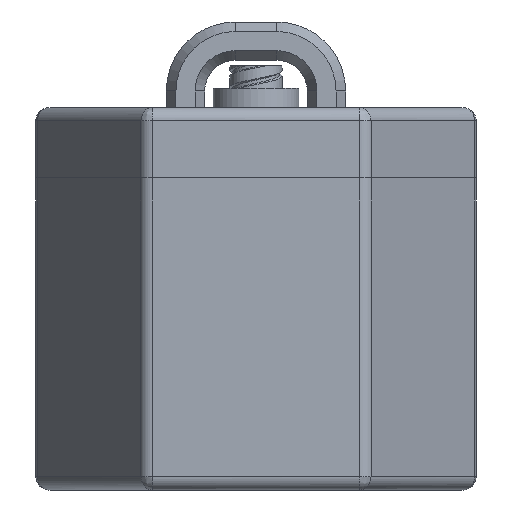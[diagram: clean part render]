
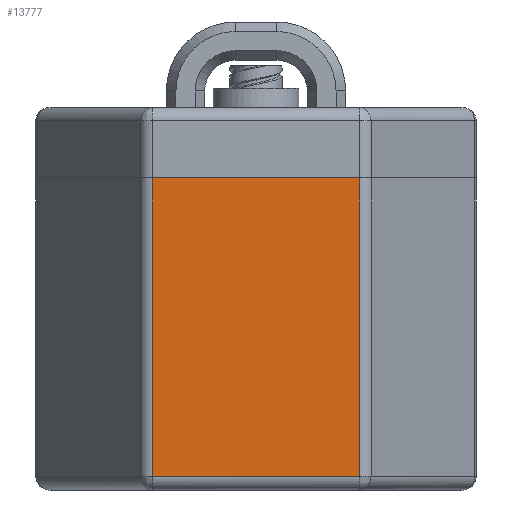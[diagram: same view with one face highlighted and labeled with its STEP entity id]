
A CAD part, left-side view. The second image highlights one B-rep face of the part: STEP entity #13777.
In plain terms, the highlighted free-form (B-spline) face has degree [1, 1] with [2, 2] control points.
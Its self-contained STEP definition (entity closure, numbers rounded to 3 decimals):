
#13256 = VERTEX_POINT('',#13257);
#13257 = CARTESIAN_POINT('',(-42.459,-88.882,
    -3.102));
#13323 = VERTEX_POINT('',#13324);
#13324 = CARTESIAN_POINT('',(-42.459,-43.235,
    -3.102));
#13330 = EDGE_CURVE('',#13323,#13256,#13331,.T.);
#13331 = B_SPLINE_CURVE_WITH_KNOTS('',1,(#13332,#13333),.UNSPECIFIED.,
  .F.,.F.,(2,2),(1.155,32.332),
  .PIECEWISE_BEZIER_KNOTS.);
#13332 = CARTESIAN_POINT('',(-42.459,-43.235,
    -3.102));
#13333 = CARTESIAN_POINT('',(-42.459,-88.882,
    -3.102));
#13618 = VERTEX_POINT('',#13619);
#13619 = CARTESIAN_POINT('',(-42.459,-88.882,
    -68.987));
#13625 = EDGE_CURVE('',#13618,#13626,#13628,.T.);
#13626 = VERTEX_POINT('',#13627);
#13627 = CARTESIAN_POINT('',(-42.459,-43.235,
    -68.987));
#13628 = B_SPLINE_CURVE_WITH_KNOTS('',1,(#13629,#13630),.UNSPECIFIED.,
  .F.,.F.,(2,2),(-21.867,9.31),
  .PIECEWISE_BEZIER_KNOTS.);
#13629 = CARTESIAN_POINT('',(-42.459,-88.882,
    -68.987));
#13630 = CARTESIAN_POINT('',(-42.459,-43.235,
    -68.987));
#13764 = EDGE_CURVE('',#13626,#13323,#13765,.T.);
#13765 = B_SPLINE_CURVE_WITH_KNOTS('',1,(#13766,#13767),.UNSPECIFIED.,
  .F.,.F.,(2,2),(-1.,44.),.PIECEWISE_BEZIER_KNOTS.);
#13766 = CARTESIAN_POINT('',(-42.459,-43.235,
    -68.987));
#13767 = CARTESIAN_POINT('',(-42.459,-43.235,
    -3.102));
#13777 = ADVANCED_FACE('',(#13778),#13788,.T.);
#13778 = FACE_BOUND('',#13779,.T.);
#13779 = EDGE_LOOP('',(#13780,#13781,#13786,#13787));
#13780 = ORIENTED_EDGE('',*,*,#13625,.F.);
#13781 = ORIENTED_EDGE('',*,*,#13782,.F.);
#13782 = EDGE_CURVE('',#13256,#13618,#13783,.T.);
#13783 = B_SPLINE_CURVE_WITH_KNOTS('',1,(#13784,#13785),.UNSPECIFIED.,
  .F.,.F.,(2,2),(-44.,1.),.PIECEWISE_BEZIER_KNOTS.);
#13784 = CARTESIAN_POINT('',(-42.459,-88.882,
    -3.102));
#13785 = CARTESIAN_POINT('',(-42.459,-88.882,
    -68.987));
#13786 = ORIENTED_EDGE('',*,*,#13330,.F.);
#13787 = ORIENTED_EDGE('',*,*,#13764,.F.);
#13788 = B_SPLINE_SURFACE_WITH_KNOTS('',1,1,(
    (#13789,#13790)
    ,(#13791,#13792
    )),.UNSPECIFIED.,.F.,.F.,.F.,(2,2),(2,2),(1.155,
    32.332),(-44.,1.),.PIECEWISE_BEZIER_KNOTS.);
#13789 = CARTESIAN_POINT('',(-42.459,-88.882,
    -3.102));
#13790 = CARTESIAN_POINT('',(-42.459,-88.882,
    -68.987));
#13791 = CARTESIAN_POINT('',(-42.459,-43.235,
    -3.102));
#13792 = CARTESIAN_POINT('',(-42.459,-43.235,
    -68.987));
